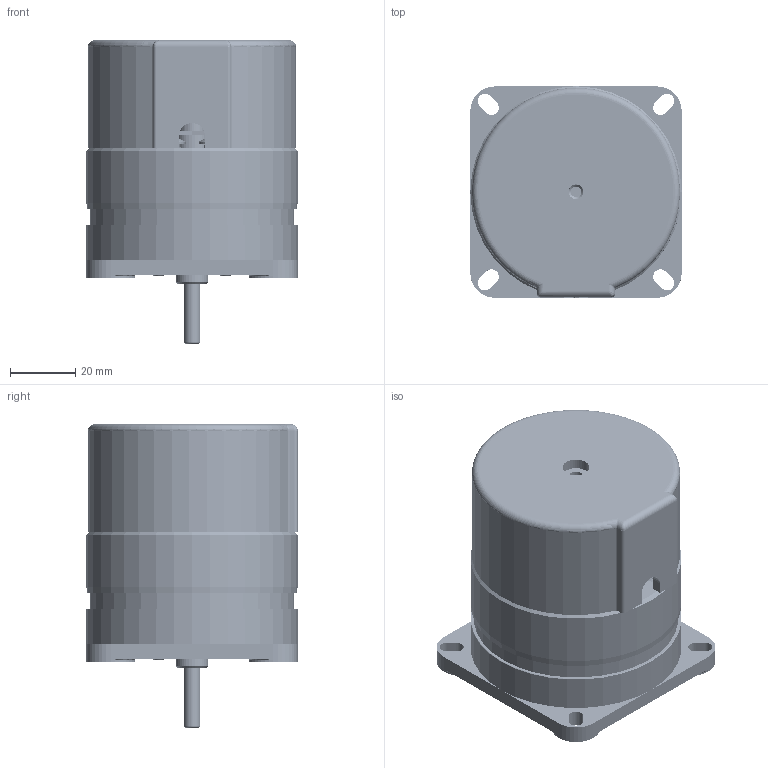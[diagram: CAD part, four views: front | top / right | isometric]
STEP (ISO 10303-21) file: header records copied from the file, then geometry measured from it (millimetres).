
FILE_DESCRIPTION((''),'2;1');
FILE_NAME('ASM16_KK.stp','2014-11-17T10:06:53',('Zeichen-PC'),(''),'Autodesk Inventor 2010','Autodesk Inventor 2010','');
FILE_SCHEMA(('AUTOMOTIVE_DESIGN { 1 0 10303 214 1 1 1 1 }'));
Length unit declared in the file: millimetre
Products named in the file (10): ASM16_KK; Statorpaket_ZG-500210-Rev1_2-10; Statorblech_ZG-500210_65; LagerschaleB3-ZG-Rev1-0; LochNippel; Motorflansch-A-Metall; 5010-Welle5mm45; SchraubeDIN7045 - M4 x70; 5008-KKS-Kunststoff; DIN EN 24035 M4
Assembly tree (45 placements, depth 3):
  ASM16_KK
    Statorpaket_ZG-500210-Rev1_2-10
      Statorblech_ZG-500210_65  x30
    LagerschaleB3-ZG-Rev1-0
    LochNippel  x2
    Motorflansch-A-Metall
    5010-Welle5mm45
    SchraubeDIN7045 - M4 x70  x4
    5008-KKS-Kunststoff
    DIN EN 24035 M4  x4
Bounding box: 65 x 65 x 93.35 mm (x, y, z)
Volume: 99137.4 mm3; surface area: 137977.3 mm2
Topology: 44 solids, 44 shells, 4621 faces, 11925 edges, 7902 vertices
Faces by surface type: cylinder 2750, plane 1681, cone 82, bspline 73, torus 31, sphere 4
Full cylindrical faces by diameter (mm): 1.6 x480, 2.5 x2, 3.621 x4, 4 x4, 4.1 x240, 4.4 x4, 5 x1, 5.5 x1, 6 x1, 8 x2, 8.5 x2, 10 x2, 12 x1, 12.009 x2, 15 x4, 15.5 x1, 16 x1, 59 x1, 61 x2, 63 x32, 65 x2
Entity records: 15306 total; most frequent: CARTESIAN_POINT 4459, DIRECTION 2206, ORIENTED_EDGE 1914, EDGE_CURVE 957, AXIS2_PLACEMENT_3D 898, VERTEX_POINT 667, EDGE_LOOP 660, FACE_OUTER_BOUND 455
